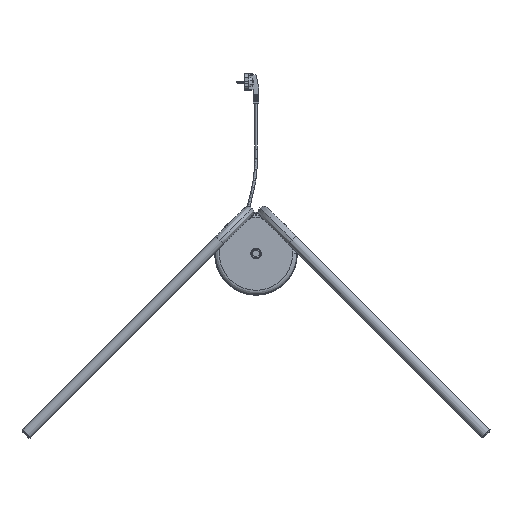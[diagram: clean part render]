
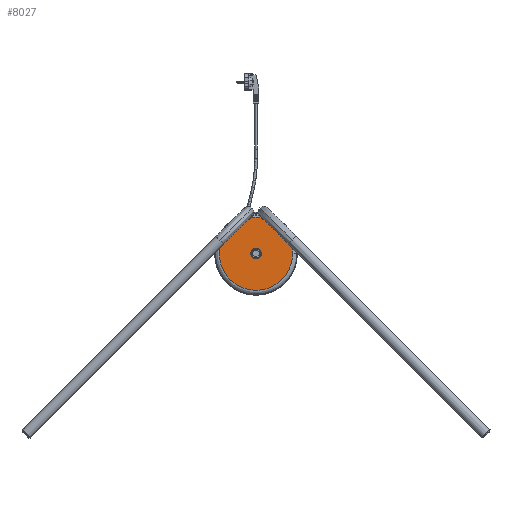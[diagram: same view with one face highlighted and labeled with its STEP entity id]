
A CAD part, top view. The second image highlights one B-rep face of the part: STEP entity #8027.
In plain terms, the highlighted planar face has unit normal (0, 0, 1).
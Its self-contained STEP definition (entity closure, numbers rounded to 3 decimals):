
#131=FACE_BOUND('',#9837,.T.);
#8027=ADVANCED_FACE('',(#8915,#131),#22008,.T.);
#8915=FACE_OUTER_BOUND('',#9836,.T.);
#9836=EDGE_LOOP('',(#13348,#13349,#13350,#13351,#13352));
#9837=EDGE_LOOP('',(#13353));
#13348=ORIENTED_EDGE('',*,*,#16493,.F.);
#13349=ORIENTED_EDGE('',*,*,#16508,.F.);
#13350=ORIENTED_EDGE('',*,*,#16507,.F.);
#13351=ORIENTED_EDGE('',*,*,#16483,.F.);
#13352=ORIENTED_EDGE('',*,*,#16440,.F.);
#13353=ORIENTED_EDGE('',*,*,#16510,.T.);
#16440=EDGE_CURVE('',#20719,#20720,#17922,.T.);
#16483=EDGE_CURVE('',#20720,#20745,#17946,.T.);
#16493=EDGE_CURVE('',#20747,#20719,#17952,.T.);
#16507=EDGE_CURVE('',#20745,#20750,#17960,.T.);
#16508=EDGE_CURVE('',#20750,#20747,#17961,.T.);
#16510=EDGE_CURVE('',#20751,#20751,#17963,.T.);
#17922=(
BOUNDED_CURVE()
B_SPLINE_CURVE(2,(#40021,#40022,#40023),.UNSPECIFIED.,.F.,.F.)
B_SPLINE_CURVE_WITH_KNOTS((3,3),(0.,15.895),.UNSPECIFIED.)
CURVE()
GEOMETRIC_REPRESENTATION_ITEM()
RATIONAL_B_SPLINE_CURVE((1.,0.995,1.))
REPRESENTATION_ITEM('')
);
#17946=(
BOUNDED_CURVE()
B_SPLINE_CURVE(2,(#40215,#40216,#40217),.UNSPECIFIED.,.F.,.F.)
B_SPLINE_CURVE_WITH_KNOTS((3,3),(0.,16.613),.UNSPECIFIED.)
CURVE()
GEOMETRIC_REPRESENTATION_ITEM()
RATIONAL_B_SPLINE_CURVE((1.,0.801,1.))
REPRESENTATION_ITEM('')
);
#17952=(
BOUNDED_CURVE()
B_SPLINE_CURVE(2,(#40277,#40278,#40279),.UNSPECIFIED.,.F.,.F.)
B_SPLINE_CURVE_WITH_KNOTS((3,3),(0.,16.613),.UNSPECIFIED.)
CURVE()
GEOMETRIC_REPRESENTATION_ITEM()
RATIONAL_B_SPLINE_CURVE((1.,0.801,1.))
REPRESENTATION_ITEM('')
);
#17960=(
BOUNDED_CURVE()
B_SPLINE_CURVE(2,(#40393,#40394,#40395),.UNSPECIFIED.,.F.,.F.)
B_SPLINE_CURVE_WITH_KNOTS((3,3),(0.,102.195),.UNSPECIFIED.)
CURVE()
GEOMETRIC_REPRESENTATION_ITEM()
RATIONAL_B_SPLINE_CURVE((1.,0.803,1.))
REPRESENTATION_ITEM('')
);
#17961=(
BOUNDED_CURVE()
B_SPLINE_CURVE(2,(#40396,#40397,#40398,#40399,#40400,#40401,#40402,#40403,
#40404),.UNSPECIFIED.,.F.,.F.)
B_SPLINE_CURVE_WITH_KNOTS((3,2,2,2,3),(102.195,190.576,
278.956,367.337,455.718),.UNSPECIFIED.)
CURVE()
GEOMETRIC_REPRESENTATION_ITEM()
RATIONAL_B_SPLINE_CURVE((1.,0.851,1.,0.851,1.,0.851,
1.,0.851,1.))
REPRESENTATION_ITEM('')
);
#17963=(
BOUNDED_CURVE()
B_SPLINE_CURVE(2,(#40414,#40415,#40416,#40417,#40418,#40419,#40420,#40421,
#40422),.UNSPECIFIED.,.T.,.F.)
B_SPLINE_CURVE_WITH_KNOTS((3,2,2,2,3),(0.,15.708,31.416,
47.124,62.832),.UNSPECIFIED.)
CURVE()
GEOMETRIC_REPRESENTATION_ITEM()
RATIONAL_B_SPLINE_CURVE((1.,0.707,1.,0.707,1.,0.707,
1.,0.707,1.))
REPRESENTATION_ITEM('')
);
#20719=VERTEX_POINT('',#39635);
#20720=VERTEX_POINT('',#39636);
#20745=VERTEX_POINT('',#39661);
#20747=VERTEX_POINT('',#39663);
#20750=VERTEX_POINT('',#39666);
#20751=VERTEX_POINT('',#39667);
#22008=PLANE('',#22462);
#22462=AXIS2_PLACEMENT_3D('',#39445,#23025,$);
#23025=DIRECTION('',(0.,0.,1.));
#39445=CARTESIAN_POINT('',(-107.768,-96.728,401.));
#39635=CARTESIAN_POINT('',(-7.934,79.606,401.));
#39636=CARTESIAN_POINT('',(7.934,79.606,401.));
#39661=CARTESIAN_POINT('',(23.133,76.582,401.));
#39663=CARTESIAN_POINT('',(-23.133,76.582,401.));
#39666=CARTESIAN_POINT('',(80.,0.,401.));
#39667=CARTESIAN_POINT('',(10.,0.,401.));
#40021=CARTESIAN_POINT('',(-7.934,79.606,401.));
#40022=CARTESIAN_POINT('',(0.,80.396,401.));
#40023=CARTESIAN_POINT('',(7.934,79.606,401.));
#40215=CARTESIAN_POINT('',(7.934,79.606,401.));
#40216=CARTESIAN_POINT('',(14.405,72.419,401.));
#40217=CARTESIAN_POINT('',(23.133,76.582,401.));
#40277=CARTESIAN_POINT('',(-23.133,76.582,401.));
#40278=CARTESIAN_POINT('',(-14.405,72.419,401.));
#40279=CARTESIAN_POINT('',(-7.934,79.606,401.));
#40393=CARTESIAN_POINT('',(23.133,76.582,401.));
#40394=CARTESIAN_POINT('',(80.,59.404,401.));
#40395=CARTESIAN_POINT('',(80.,0.,401.));
#40396=CARTESIAN_POINT('',(80.,0.,401.));
#40397=CARTESIAN_POINT('',(80.,-49.311,401.));
#40398=CARTESIAN_POINT('',(35.948,-71.468,401.));
#40399=CARTESIAN_POINT('',(-8.104,-93.626,401.));
#40400=CARTESIAN_POINT('',(-47.693,-64.229,401.));
#40401=CARTESIAN_POINT('',(-87.283,-34.831,401.));
#40402=CARTESIAN_POINT('',(-78.81,13.746,401.));
#40403=CARTESIAN_POINT('',(-70.337,62.323,401.));
#40404=CARTESIAN_POINT('',(-23.133,76.582,401.));
#40414=CARTESIAN_POINT('',(10.,0.,401.));
#40415=CARTESIAN_POINT('',(10.,-10.,401.));
#40416=CARTESIAN_POINT('',(0.,-10.,401.));
#40417=CARTESIAN_POINT('',(-10.,-10.,401.));
#40418=CARTESIAN_POINT('',(-10.,0.,401.));
#40419=CARTESIAN_POINT('',(-10.,10.,401.));
#40420=CARTESIAN_POINT('',(0.,10.,401.));
#40421=CARTESIAN_POINT('',(10.,10.,401.));
#40422=CARTESIAN_POINT('',(10.,0.,401.));
